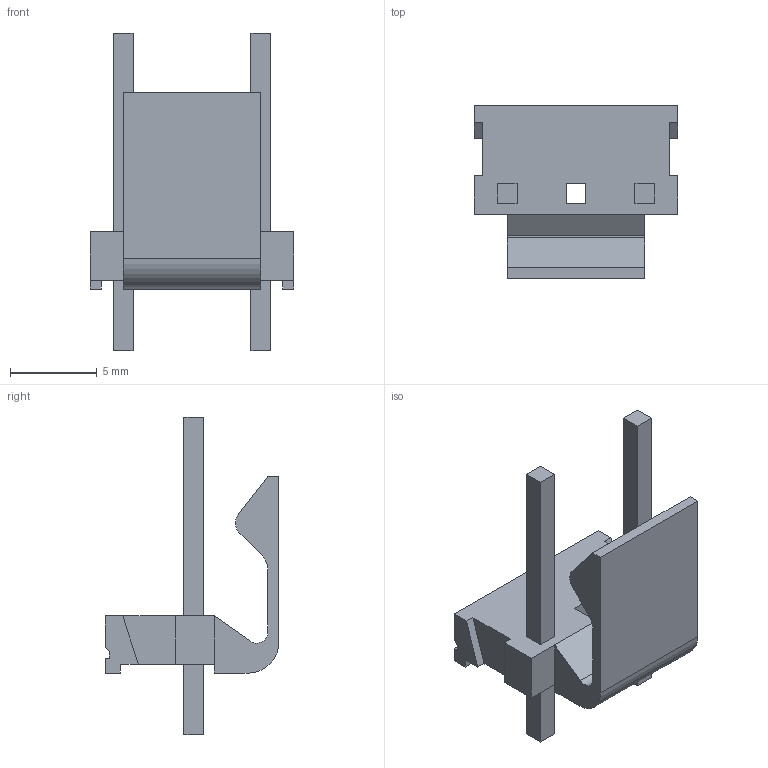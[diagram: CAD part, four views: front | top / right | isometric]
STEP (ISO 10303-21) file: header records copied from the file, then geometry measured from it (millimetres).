
FILE_DESCRIPTION((''),'2;1');
FILE_NAME('MOLEX_26-62-4030.stp','2012-09-27T11:35:42',(''),(''),'Mechanical Desktop 2011','Mechanical Desktop 2011',', , ');
FILE_SCHEMA(('AUTOMOTIVE_DESIGN { 1 2 10303 214 1 1 1 1 }'));
Length unit declared in the file: millimetre
Products named in the file (1): Product
Bounding box: 11.73 x 10.01 x 18.29 mm (x, y, z)
Volume: 385.4 mm3; surface area: 713.8 mm2
Topology: 3 solids, 3 shells, 73 faces, 197 edges, 130 vertices
Faces by surface type: plane 44, bspline 24, cylinder 5
Entity records: 2311 total; most frequent: CARTESIAN_POINT 473, ORIENTED_EDGE 394, DIRECTION 307, EDGE_CURVE 197, VECTOR 187, LINE 187, VERTEX_POINT 130, EDGE_LOOP 79
